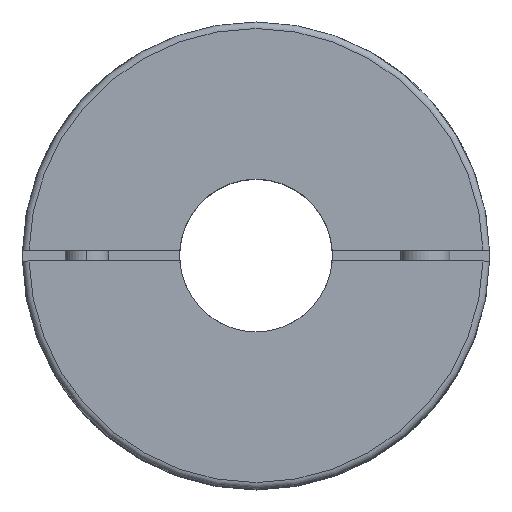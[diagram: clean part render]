
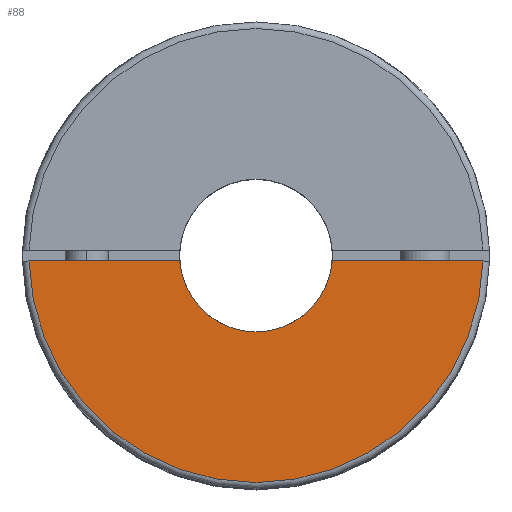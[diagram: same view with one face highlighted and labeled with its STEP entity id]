
A CAD part, top view. The second image highlights one B-rep face of the part: STEP entity #88.
In plain terms, the highlighted planar face has unit normal (0, 0, 1).
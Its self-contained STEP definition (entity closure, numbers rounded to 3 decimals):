
#86 = EDGE_CURVE ( 'NONE', #3616, #4789, #3202, .T. ) ;
#88 = ADVANCED_FACE ( 'NONE', ( #3259 ), #5409, .T. ) ;
#303 = CARTESIAN_POINT ( 'NONE',  ( 20.794, -0.5, 0. ) ) ;
#388 = CARTESIAN_POINT ( 'NONE',  ( 0., 0., 0. ) ) ;
#460 = EDGE_CURVE ( 'NONE', #3832, #5019, #3641, .T. ) ;
#557 = EDGE_CURVE ( 'NONE', #3832, #3616, #4138, .T. ) ;
#749 = VECTOR ( 'NONE', #1007, 1000. ) ;
#997 = ORIENTED_EDGE ( 'NONE', *, *, #86, .F. ) ;
#1007 = DIRECTION ( 'NONE',  ( 1., 0., 0. ) ) ;
#1074 = ORIENTED_EDGE ( 'NONE', *, *, #557, .F. ) ;
#1212 = CARTESIAN_POINT ( 'NONE',  ( -21.4, -0.5, 0. ) ) ;
#1242 = CARTESIAN_POINT ( 'NONE',  ( 6.982, -0.5, 0. ) ) ;
#1341 = LINE ( 'NONE', #2276, #749 ) ;
#1550 = CARTESIAN_POINT ( 'NONE',  ( 0., 0., 0. ) ) ;
#1603 = CARTESIAN_POINT ( 'NONE',  ( 0., 20.8, 0. ) ) ;
#1615 = AXIS2_PLACEMENT_3D ( 'NONE', #1603, #4598, #4119 ) ;
#2192 = ORIENTED_EDGE ( 'NONE', *, *, #460, .T. ) ;
#2226 = AXIS2_PLACEMENT_3D ( 'NONE', #388, #5022, #4209 ) ;
#2276 = CARTESIAN_POINT ( 'NONE',  ( -21.4, -0.5, 0. ) ) ;
#2315 = DIRECTION ( 'NONE',  ( 0., 0., -1. ) ) ;
#2677 = DIRECTION ( 'NONE',  ( -1., 0., 0. ) ) ;
#3202 = CIRCLE ( 'NONE', #2226, 20.8 ) ;
#3259 = FACE_OUTER_BOUND ( 'NONE', #5377, .T. ) ;
#3273 = CARTESIAN_POINT ( 'NONE',  ( -20.794, -0.5, 0. ) ) ;
#3276 = DIRECTION ( 'NONE',  ( 1., 0., 0. ) ) ;
#3616 = VERTEX_POINT ( 'NONE', #303 ) ;
#3641 = CIRCLE ( 'NONE', #5070, 7. ) ;
#3744 = VECTOR ( 'NONE', #3276, 1000. ) ;
#3832 = VERTEX_POINT ( 'NONE', #1242 ) ;
#3961 = ORIENTED_EDGE ( 'NONE', *, *, #4186, .F. ) ;
#4119 = DIRECTION ( 'NONE',  ( 1., 0., 0. ) ) ;
#4138 = LINE ( 'NONE', #1212, #3744 ) ;
#4186 = EDGE_CURVE ( 'NONE', #4789, #5019, #1341, .T. ) ;
#4209 = DIRECTION ( 'NONE',  ( -1., 0., 0. ) ) ;
#4471 = CARTESIAN_POINT ( 'NONE',  ( -6.982, -0.5, 0. ) ) ;
#4598 = DIRECTION ( 'NONE',  ( 0., 0., 1. ) ) ;
#4789 = VERTEX_POINT ( 'NONE', #3273 ) ;
#5019 = VERTEX_POINT ( 'NONE', #4471 ) ;
#5022 = DIRECTION ( 'NONE',  ( 0., 0., -1. ) ) ;
#5070 = AXIS2_PLACEMENT_3D ( 'NONE', #1550, #2315, #2677 ) ;
#5377 = EDGE_LOOP ( 'NONE', ( #3961, #997, #1074, #2192 ) ) ;
#5409 = PLANE ( 'NONE',  #1615 ) ;
